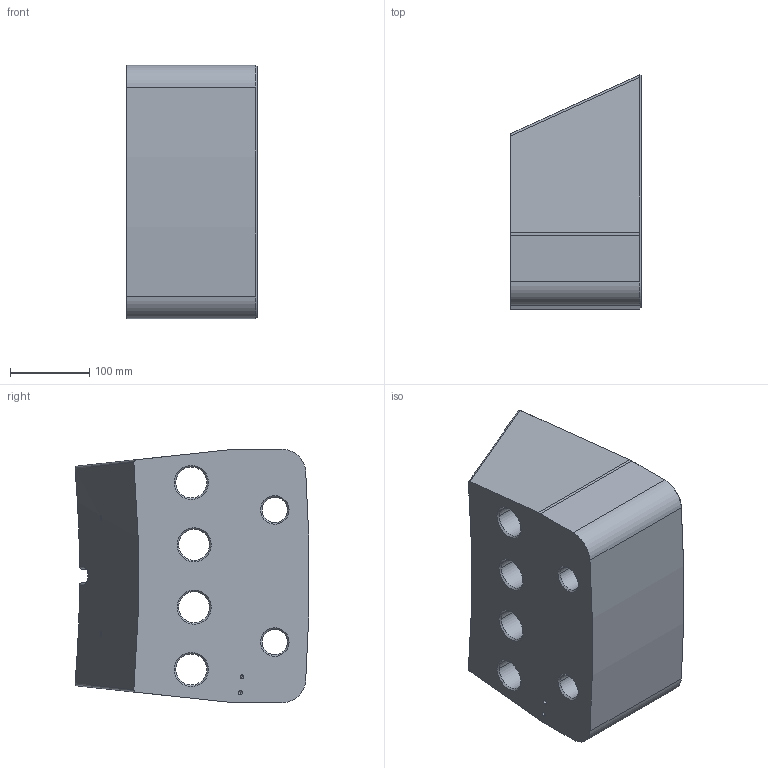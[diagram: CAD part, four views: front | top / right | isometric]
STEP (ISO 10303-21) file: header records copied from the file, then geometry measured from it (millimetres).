
FILE_DESCRIPTION (( 'STEP AP203' ), '1' );
FILE_NAME ('d1168565.STEP', '2017-11-14T09:07:36', ( '' ), ( '' ), 'SwSTEP 2.0', 'SolidWorks 2016', '' );
FILE_SCHEMA (( 'CONFIG_CONTROL_DESIGN' ));
Length unit declared in the file: millimetre
Products named in the file (1): d1168565
Bounding box: 165 x 295.15 x 320 mm (x, y, z)
Volume: 10432251.8 mm3; surface area: 476061.4 mm2
Topology: 1 solids, 1 shells, 161 faces, 413 edges, 250 vertices
Faces by surface type: cone 49, cylinder 43, bspline 30, plane 24, torus 15
Entity records: 6773 total; most frequent: CARTESIAN_POINT 2943, ORIENTED_EDGE 810, DIRECTION 752, EDGE_CURVE 405, AXIS2_PLACEMENT_3D 297, VERTEX_POINT 250, EDGE_LOOP 177, CIRCLE 165
